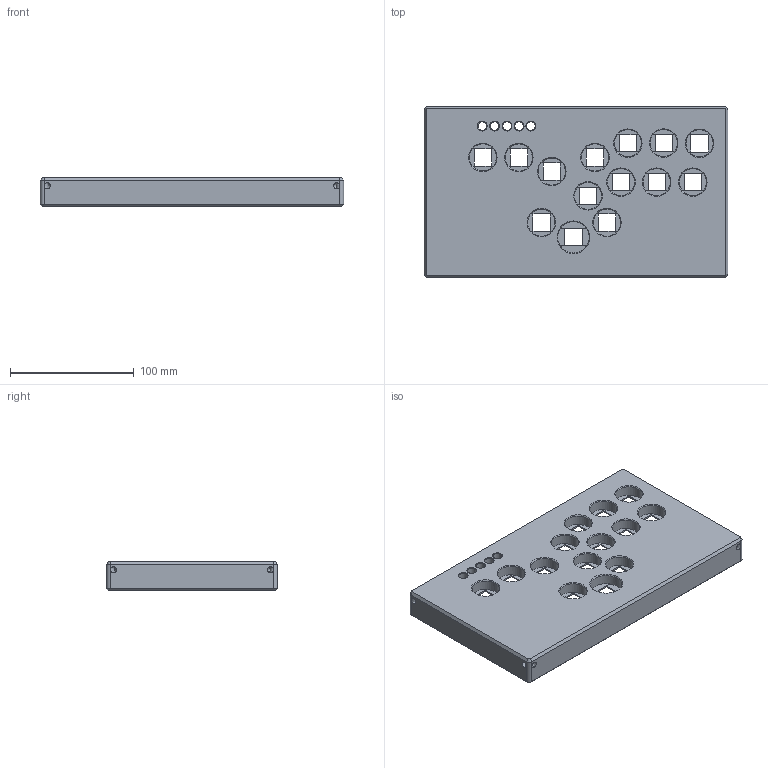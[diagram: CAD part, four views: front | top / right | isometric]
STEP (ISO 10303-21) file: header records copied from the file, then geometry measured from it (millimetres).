
FILE_DESCRIPTION(/* description */ ('STEP AP242','CAx-IF Rec.Pracs.---Representation and Presentation of Product Manufacturing Information (PMI)---4.0---2014-10-13','CAx-IF Rec.Pracs.---3D Tessellated Geometry---0.4---2014-09-14','2;1'),/* implementation_level */ '2;1');
FILE_NAME(/* name */ '66804c6a0733cf2544d60f83',/* time_stamp */ '2024-06-29T18:03:23Z',/* author */ (''),/* organization */ (''),/* preprocessor_version */ 'ST-DEVELOPER v20',/* originating_system */ ' ',/* authorisation */ ' ');
FILE_SCHEMA (('AP242_MANAGED_MODEL_BASED_3D_ENGINEERING_MIM_LF { 1 0 10303 442 1 1 4 }'));
Length unit declared in the file: metre
Products named in the file (1): enclosure
Bounding box: 245 x 138 x 23.5 mm (x, y, z)
Volume: 372363.9 mm3; surface area: 102503.8 mm2
Topology: 1 solids, 1 shells, 303 faces, 773 edges, 501 vertices
Faces by surface type: plane 207, cylinder 60, cone 32, bspline 4
Full cylindrical faces by diameter (mm): 3 x14, 4.3 x5, 7 x5, 8 x5, 8.2 x5, 22 x13, 25.5 x1
Entity records: 9228 total; most frequent: CARTESIAN_POINT 2080, DIRECTION 1466, ORIENTED_EDGE 1346, EDGE_CURVE 673, AXIS2_PLACEMENT_3D 501, VERTEX_POINT 477, LINE 464, VECTOR 464
